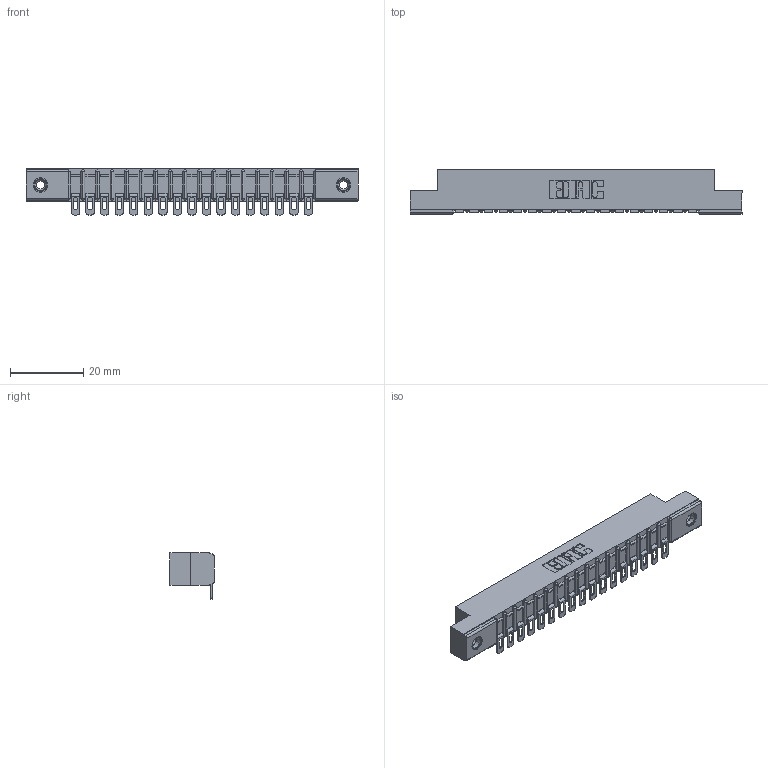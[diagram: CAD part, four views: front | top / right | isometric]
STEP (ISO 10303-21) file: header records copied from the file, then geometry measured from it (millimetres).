
FILE_DESCRIPTION (( 'STEP AP203' ), '1' );
FILE_NAME ('357-017-554-108.STEP', '2018-08-08T04:08:03', ( '' ), ( '' ), 'SwSTEP 2.0', 'SolidWorks 2016', '' );
FILE_SCHEMA (( 'CONFIG_CONTROL_DESIGN' ));
Length unit declared in the file: inch
Products named in the file (4): 307 Part_.156 Dia Mounting Holes; 307-290-002_554; 345-250-001_345-250-003-102; 357-017-554-108
Assembly tree (20 placements, depth 2):
  357-017-554-108
    307 Part_.156 Dia Mounting Holes
    307-290-002_554  x17
    345-250-001_345-250-003-102  x2
Bounding box: 90.37 x 12.01 x 12.52 mm (x, y, z)
Volume: 5963.3 mm3; surface area: 10656.8 mm2
Topology: 20 solids, 20 shells, 1573 faces, 4760 edges, 3116 vertices
Faces by surface type: plane 884, cylinder 637, sphere 36, cone 12, torus 4
Entity records: 19806 total; most frequent: CARTESIAN_POINT 3317, ORIENTED_EDGE 3300, DIRECTION 3250, EDGE_CURVE 1650, VECTOR 1244, LINE 1244, VERTEX_POINT 1070, AXIS2_PLACEMENT_3D 1003
